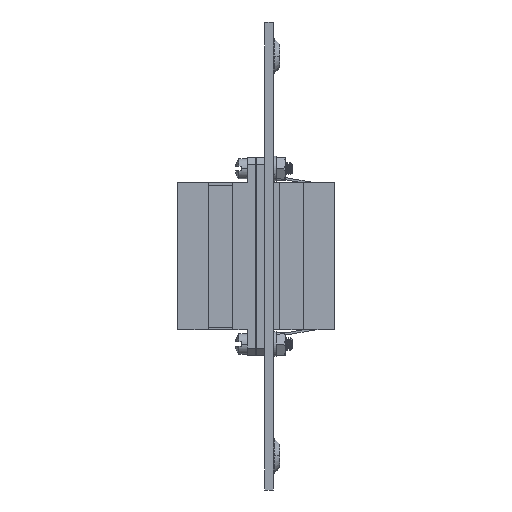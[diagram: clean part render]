
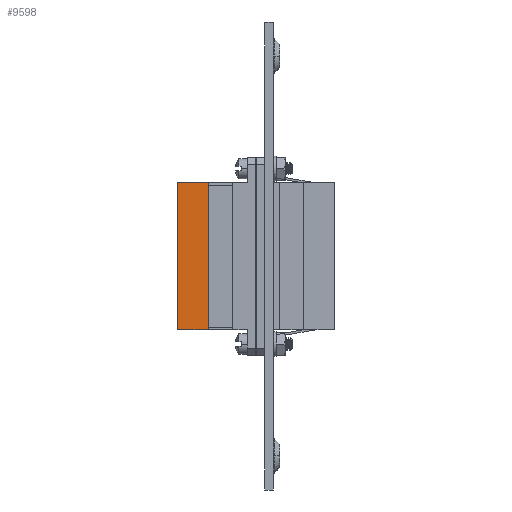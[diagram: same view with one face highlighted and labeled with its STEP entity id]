
A CAD part, left-side view. The second image highlights one B-rep face of the part: STEP entity #9598.
In plain terms, the highlighted face is planar.
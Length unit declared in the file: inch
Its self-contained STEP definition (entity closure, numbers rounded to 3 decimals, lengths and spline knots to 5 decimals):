
#341 = DIRECTION ( 'NONE',  ( 0., 1., 0. ) ) ;
#976 = LINE ( 'NONE', #16126, #6697 ) ;
#1382 = CARTESIAN_POINT ( 'NONE',  ( -0.5075, -0.54, 0.1825 ) ) ;
#1501 = ORIENTED_EDGE ( 'NONE', *, *, #15444, .F. ) ;
#2143 = EDGE_CURVE ( 'NONE', #14642, #13447, #15191, .T. ) ;
#2145 = CARTESIAN_POINT ( 'NONE',  ( -0.5075, -0.54, 0.1825 ) ) ;
#2298 = DIRECTION ( 'NONE',  ( -1., 0., 0. ) ) ;
#2375 = CARTESIAN_POINT ( 'NONE',  ( -0.6825, 0.06, 0.1825 ) ) ;
#3703 = FACE_OUTER_BOUND ( 'NONE', #17670, .T. ) ;
#4159 = LINE ( 'NONE', #18139, #8483 ) ;
#4417 = DIRECTION ( 'NONE',  ( 0., 1., 0. ) ) ;
#4604 = ORIENTED_EDGE ( 'NONE', *, *, #2143, .T. ) ;
#5112 = PLANE ( 'NONE',  #16288 ) ;
#6215 = EDGE_CURVE ( 'NONE', #13447, #9379, #4159, .T. ) ;
#6697 = VECTOR ( 'NONE', #4417, 39.37008 ) ;
#7463 = VECTOR ( 'NONE', #341, 39.37008 ) ;
#8261 = VECTOR ( 'NONE', #8564, 39.37008 ) ;
#8483 = VECTOR ( 'NONE', #2298, 39.37008 ) ;
#8564 = DIRECTION ( 'NONE',  ( 1., 0., 0. ) ) ;
#8608 = CARTESIAN_POINT ( 'NONE',  ( 0.5075, -0.33, 0.1825 ) ) ;
#8739 = LINE ( 'NONE', #1382, #8261 ) ;
#9194 = CARTESIAN_POINT ( 'NONE',  ( 0.5075, -0.54, 0.1825 ) ) ;
#9379 = VERTEX_POINT ( 'NONE', #9721 ) ;
#9598 = ADVANCED_FACE ( 'NONE', ( #3703 ), #5112, .F. ) ;
#9721 = CARTESIAN_POINT ( 'NONE',  ( -0.5075, -0.33, 0.1825 ) ) ;
#10391 = DIRECTION ( 'NONE',  ( 0., 0., -1. ) ) ;
#10952 = ORIENTED_EDGE ( 'NONE', *, *, #6215, .T. ) ;
#12205 = ORIENTED_EDGE ( 'NONE', *, *, #17724, .T. ) ;
#13447 = VERTEX_POINT ( 'NONE', #8608 ) ;
#14642 = VERTEX_POINT ( 'NONE', #16604 ) ;
#15004 = DIRECTION ( 'NONE',  ( -1., 0., 0. ) ) ;
#15191 = LINE ( 'NONE', #9194, #7463 ) ;
#15444 = EDGE_CURVE ( 'NONE', #17378, #9379, #976, .T. ) ;
#16126 = CARTESIAN_POINT ( 'NONE',  ( -0.5075, -0.54, 0.1825 ) ) ;
#16288 = AXIS2_PLACEMENT_3D ( 'NONE', #2375, #10391, #15004 ) ;
#16604 = CARTESIAN_POINT ( 'NONE',  ( 0.5075, -0.54, 0.1825 ) ) ;
#17378 = VERTEX_POINT ( 'NONE', #2145 ) ;
#17670 = EDGE_LOOP ( 'NONE', ( #10952, #1501, #12205, #4604 ) ) ;
#17724 = EDGE_CURVE ( 'NONE', #17378, #14642, #8739, .T. ) ;
#18139 = CARTESIAN_POINT ( 'NONE',  ( 0.5075, -0.33, 0.1825 ) ) ;
